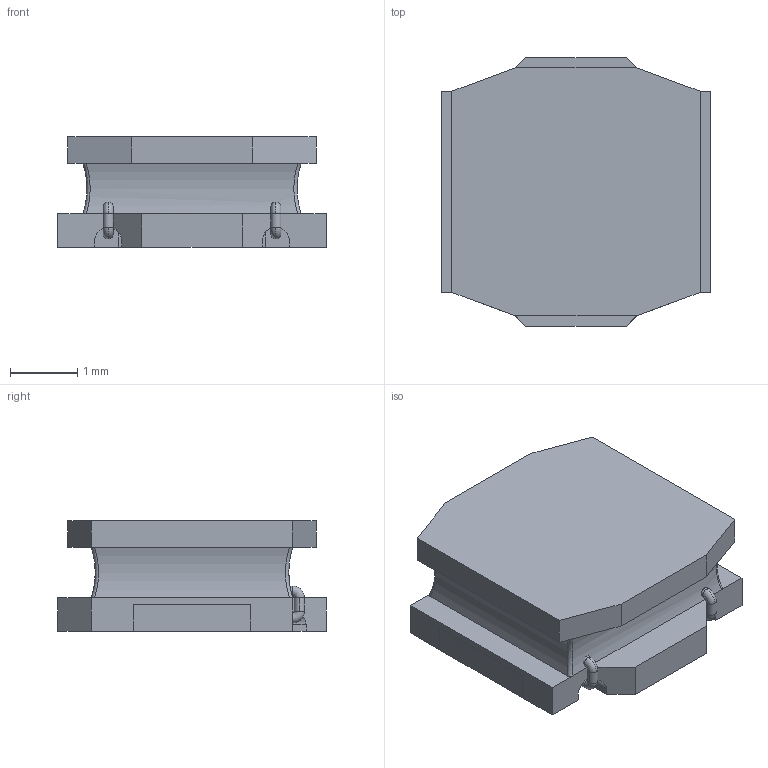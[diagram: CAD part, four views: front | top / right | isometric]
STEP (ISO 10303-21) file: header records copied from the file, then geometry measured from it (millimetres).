
FILE_DESCRIPTION (( 'STEP AP214' ), '1' );
FILE_NAME ('LQH44PH100MPRL.STEP', '2022-08-08T06:27:33', ( '' ), ( '' ), 'SwSTEP 2.0', 'SolidWorks 2018', '' );
FILE_SCHEMA (( 'AUTOMOTIVE_DESIGN' ));
Length unit declared in the file: millimetre
Products named in the file (1): LQH44PH100MPRL
Bounding box: 4 x 4 x 1.65 mm (x, y, z)
Volume: 19.1 mm3; surface area: 75.4 mm2
Topology: 4 solids, 4 shells, 122 faces, 322 edges, 208 vertices
Faces by surface type: plane 89, cylinder 21, torus 8, bspline 4
Entity records: 5047 total; most frequent: CARTESIAN_POINT 931, ORIENTED_EDGE 644, DIRECTION 583, EDGE_CURVE 322, VECTOR 249, LINE 249, VERTEX_POINT 208, AXIS2_PLACEMENT_3D 167
